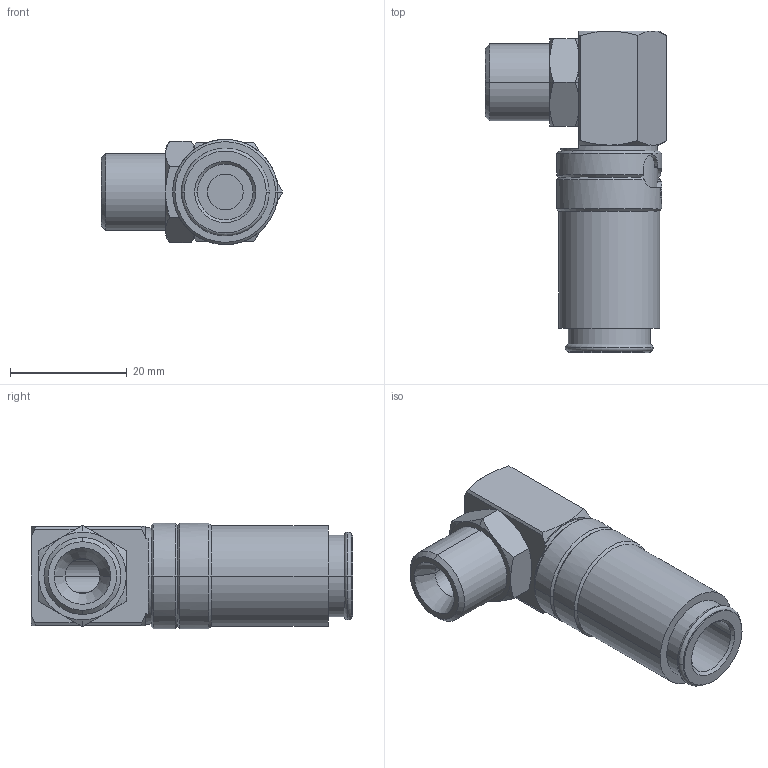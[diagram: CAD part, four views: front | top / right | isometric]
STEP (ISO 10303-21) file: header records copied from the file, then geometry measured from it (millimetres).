
FILE_DESCRIPTION(('STEP AP214'),'1');
FILE_NAME('esdmt14al90.stp','2020-04-22T06:12:37',('TraceParts'),('TraceParts S.A.'),'Spatial InterOp 3D',' ',' ');
FILE_SCHEMA(('automotive_design'));
Length unit declared in the file: millimetre
Products named in the file (1): 1
Bounding box: 31 x 55 x 18 mm (x, y, z)
Volume: 12077.3 mm3; surface area: 5699.7 mm2
Topology: 1 solids, 1 shells, 106 faces, 253 edges, 154 vertices
Faces by surface type: cone 42, plane 32, cylinder 28, torus 4
Entity records: 4530 total; most frequent: CARTESIAN_POINT 1334, ORIENTED_EDGE 506, DIRECTION 486, EDGE_CURVE 253, AXIS2_PLACEMENT_3D 199, VERTEX_POINT 154, EDGE_LOOP 113, STYLED_ITEM 106
